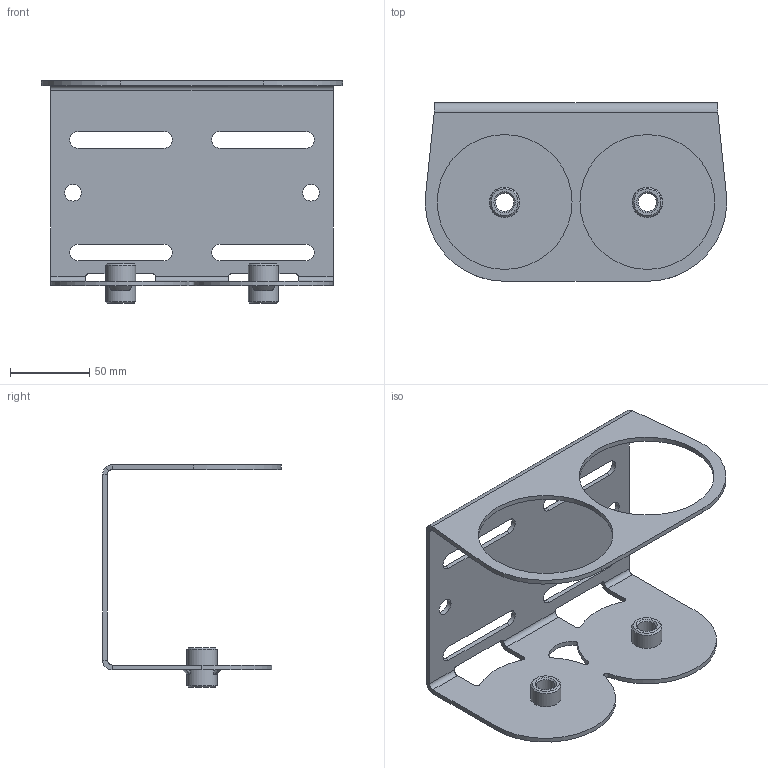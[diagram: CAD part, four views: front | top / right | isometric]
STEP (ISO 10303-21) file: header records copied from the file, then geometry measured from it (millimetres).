
FILE_DESCRIPTION(/* description */ (''),/* implementation_level */ '2;1');
FILE_NAME(/* name */ 'Montagehalterung_STAR_Heavy_Duty_C_Form_2fach_G1_4i_Edelstahl_108648_Rev_A.stp',/* time_stamp */ '2015-02-27T10:59:14+01:00',/* author */ ('002180'),/* organization */ (''),/* preprocessor_version */ 'ST-DEVELOPER v15.6',/* originating_system */ 'Autodesk Inventor 2015',/* authorisation */ '');
FILE_SCHEMA (('AUTOMOTIVE_DESIGN { 1 0 10303 214 3 1 1 }'));
Length unit declared in the file: millimetre
Products named in the file (4): anmha04a; Hülse G1_4; Schweißnaht
Bounding box: 189.8 x 112.61 x 140.21 mm (x, y, z)
Volume: 133076.7 mm3; surface area: 96474.8 mm2
Topology: 7 solids, 7 shells, 126 faces, 316 edges, 200 vertices
Faces by surface type: plane 51, cylinder 49, bspline 14, cone 12
Full cylindrical faces by diameter (mm): 10.5 x2, 11.445 x2, 19 x2, 19.2 x2, 85 x2
Entity records: 4244 total; most frequent: CARTESIAN_POINT 1597, DIRECTION 532, ORIENTED_EDGE 516, EDGE_CURVE 258, AXIS2_PLACEMENT_3D 199, VERTEX_POINT 170, EDGE_LOOP 140, LINE 134
